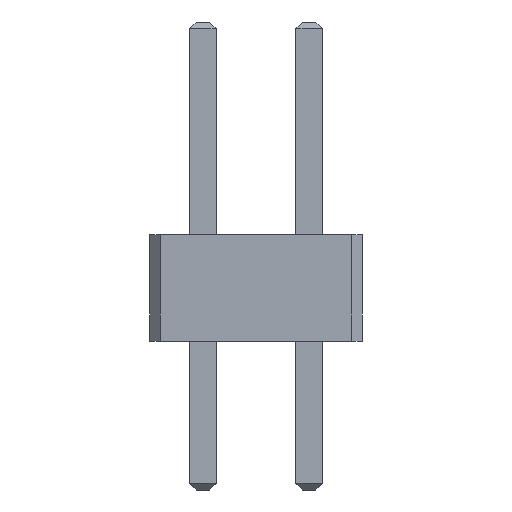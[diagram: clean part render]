
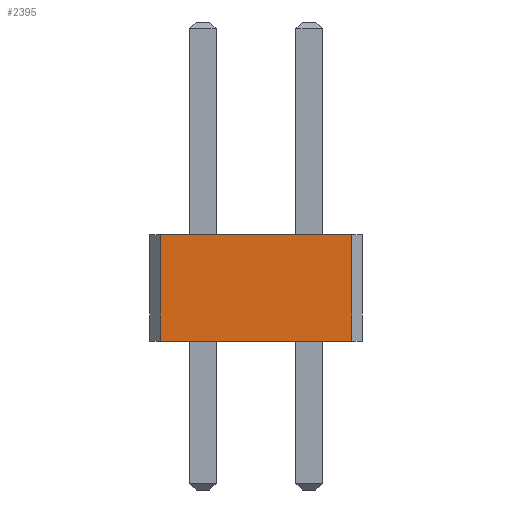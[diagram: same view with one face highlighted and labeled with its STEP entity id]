
A CAD part, front view. The second image highlights one B-rep face of the part: STEP entity #2395.
In plain terms, the highlighted planar face has unit normal (0, -1, 0).
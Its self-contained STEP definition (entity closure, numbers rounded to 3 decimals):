
#52=FACE_OUTER_BOUND('',#200,.T.);
#200=EDGE_LOOP('',(#1656,#1657,#1658,#1659));
#331=LINE('',#3294,#649);
#379=LINE('',#3389,#697);
#433=LINE('',#3496,#751);
#435=LINE('',#3500,#753);
#649=VECTOR('',#2686,1.);
#697=VECTOR('',#2736,1.);
#751=VECTOR('',#2830,1.);
#753=VECTOR('',#2836,1.);
#965=VERTEX_POINT('',#3291);
#966=VERTEX_POINT('',#3293);
#1011=VERTEX_POINT('',#3386);
#1012=VERTEX_POINT('',#3388);
#1163=EDGE_CURVE('',#966,#965,#331,.T.);
#1211=EDGE_CURVE('',#1011,#1012,#379,.T.);
#1265=EDGE_CURVE('',#966,#1011,#433,.T.);
#1267=EDGE_CURVE('',#965,#1012,#435,.T.);
#1656=ORIENTED_EDGE('',*,*,#1265,.F.);
#1657=ORIENTED_EDGE('',*,*,#1163,.T.);
#1658=ORIENTED_EDGE('',*,*,#1267,.T.);
#1659=ORIENTED_EDGE('',*,*,#1211,.F.);
#2122=PLANE('',#2545);
#2395=ADVANCED_FACE('',(#52),#2122,.F.);
#2545=AXIS2_PLACEMENT_3D('',#3499,#2834,#2835);
#2686=DIRECTION('',(1.,0.,0.));
#2736=DIRECTION('',(1.,0.,0.));
#2830=DIRECTION('',(0.,0.,1.));
#2834=DIRECTION('center_axis',(0.,1.,0.));
#2835=DIRECTION('ref_axis',(1.,0.,0.));
#2836=DIRECTION('',(0.,0.,1.));
#3291=CARTESIAN_POINT('',(2.8,-7.,0.));
#3293=CARTESIAN_POINT('',(-0.8,-7.,0.));
#3294=CARTESIAN_POINT('',(-0.8,-7.,0.));
#3386=CARTESIAN_POINT('',(-0.8,-7.,2.));
#3388=CARTESIAN_POINT('',(2.8,-7.,2.));
#3389=CARTESIAN_POINT('',(-0.8,-7.,2.));
#3496=CARTESIAN_POINT('',(-0.8,-7.,0.));
#3499=CARTESIAN_POINT('Origin',(-0.8,-7.,0.));
#3500=CARTESIAN_POINT('',(2.8,-7.,0.));
